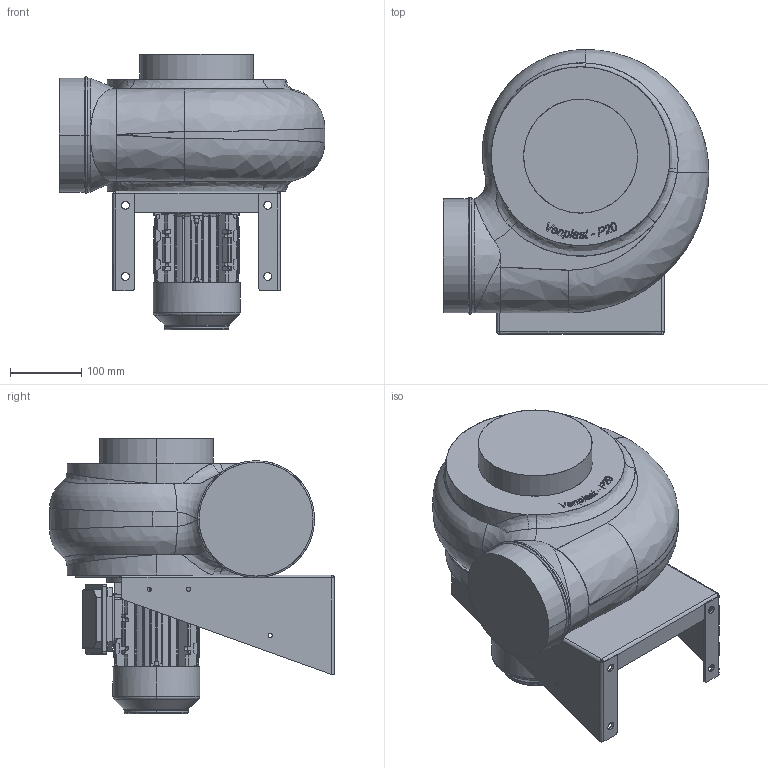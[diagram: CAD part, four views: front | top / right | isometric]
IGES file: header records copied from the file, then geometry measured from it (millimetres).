
Start section: SolidWorks IGES file using analytic representation for surfaces
Global section: file name: PR-AC 200 LG270.IGS; native system: SolidWorks 2022; preprocessor: SolidWorks 2022; author: girelli; date: 220722.151616; units: millimetre
Bounding box: 373 x 400 x 386.75 mm (x, y, z)
Surface area: 879978.1 mm2 (no closed solid volume)
Topology: 0 solids, 0 shells, 1429 faces, 16742 edges, 16740 vertices
Faces by surface type: bspline 816, revolution 613
